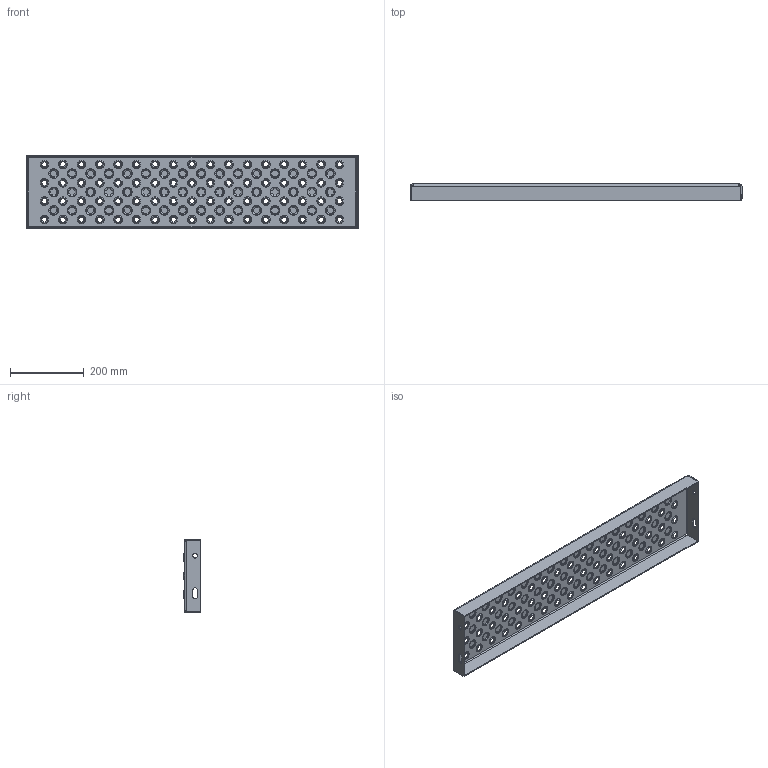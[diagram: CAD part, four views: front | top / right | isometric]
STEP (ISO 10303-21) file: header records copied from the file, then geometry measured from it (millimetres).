
FILE_DESCRIPTION (( 'STEP AP214' ), '1' );
FILE_NAME ('OPTIMO-Tread-Type-G-900x200x45x3-st240-F160040100.STEP', '2021-08-10T12:19:46', ( '' ), ( '' ), 'SwSTEP 2.0', 'SolidWorks 2021', '' );
FILE_SCHEMA (( 'AUTOMOTIVE_DESIGN' ));
Length unit declared in the file: millimetre
Products named in the file (1): OPTIMO-Tread-Type-G-900x200x45x3-st240-F160040100
Bounding box: 900 x 47.01 x 200 mm (x, y, z)
Volume: 776282.1 mm3; surface area: 535990.8 mm2
Topology: 1 solids, 1 shells, 1230 faces, 3092 edges, 1960 vertices
Faces by surface type: cone 600, torus 464, plane 122, cylinder 32, bspline 12
Entity records: 39004 total; most frequent: DIRECTION 7854, CARTESIAN_POINT 7117, ORIENTED_EDGE 6184, AXIS2_PLACEMENT_3D 3587, EDGE_CURVE 3092, CIRCLE 2368, VERTEX_POINT 1960, EDGE_LOOP 1470
